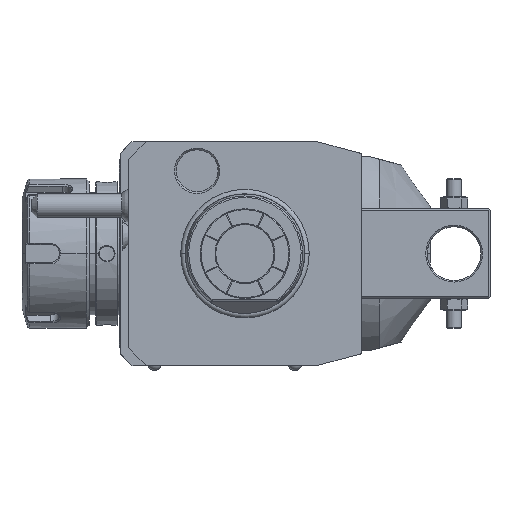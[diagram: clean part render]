
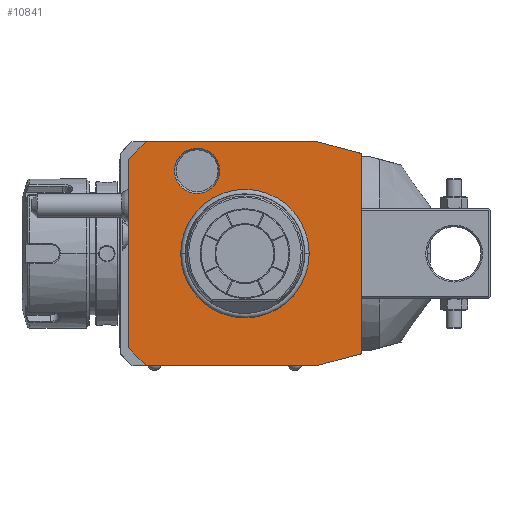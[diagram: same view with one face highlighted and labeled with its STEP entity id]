
A CAD part, front view. The second image highlights one B-rep face of the part: STEP entity #10841.
In plain terms, the highlighted planar face has unit normal (0, -1, 0).
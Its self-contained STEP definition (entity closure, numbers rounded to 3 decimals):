
#1=DIRECTION('',(-0.966,0.,0.259));
#2=VECTOR('',#1,15.529);
#3=CARTESIAN_POINT('',(39.,0.,33.481));
#4=LINE('',#3,#2);
#5=DIRECTION('',(0.,0.,1.));
#6=VECTOR('',#5,66.962);
#7=CARTESIAN_POINT('',(39.,0.,-33.481));
#8=LINE('',#7,#6);
#9=DIRECTION('',(0.966,0.,0.259));
#10=VECTOR('',#9,15.529);
#11=CARTESIAN_POINT('',(24.,0.,-37.5));
#12=LINE('',#11,#10);
#13=DIRECTION('',(1.,0.,0.));
#14=VECTOR('',#13,57.);
#15=CARTESIAN_POINT('',(-33.,0.,-37.5));
#16=LINE('',#15,#14);
#17=DIRECTION('',(0.707,0.,-0.707));
#18=VECTOR('',#17,8.485);
#19=CARTESIAN_POINT('',(-39.,0.,-31.5));
#20=LINE('',#19,#18);
#21=DIRECTION('',(0.,0.,-1.));
#22=VECTOR('',#21,63.);
#23=CARTESIAN_POINT('',(-39.,0.,31.5));
#24=LINE('',#23,#22);
#25=DIRECTION('',(-0.707,0.,-0.707));
#26=VECTOR('',#25,8.485);
#27=CARTESIAN_POINT('',(-33.,0.,37.5));
#28=LINE('',#27,#26);
#29=DIRECTION('',(-1.,0.,0.));
#30=VECTOR('',#29,57.);
#31=CARTESIAN_POINT('',(24.,0.,37.5));
#32=LINE('',#31,#30);
#33=CARTESIAN_POINT('',(-16.,0.,27.713));
#34=DIRECTION('',(0.,1.,0.));
#35=DIRECTION('',(1.,0.,0.));
#36=AXIS2_PLACEMENT_3D('',#33,#34,#35);
#38=CARTESIAN_POINT('',(-16.,0.,27.713));
#39=DIRECTION('',(0.,1.,0.));
#40=DIRECTION('',(-1.,0.,0.));
#41=AXIS2_PLACEMENT_3D('',#38,#39,#40);
#7572=CARTESIAN_POINT('',(0.,0.,0.));
#7573=DIRECTION('',(0.,1.,0.));
#7574=DIRECTION('',(-1.,0.,0.));
#7575=AXIS2_PLACEMENT_3D('',#7572,#7573,#7574);
#7577=CARTESIAN_POINT('',(0.,0.,0.));
#7578=DIRECTION('',(0.,1.,0.));
#7579=DIRECTION('',(1.,0.,0.));
#7580=AXIS2_PLACEMENT_3D('',#7577,#7578,#7579);
#9757=CARTESIAN_POINT('',(-8.423,0.,27.713));
#9758=CARTESIAN_POINT('',(-23.577,0.,27.713));
#9759=VERTEX_POINT('',#9757);
#9760=VERTEX_POINT('',#9758);
#10634=CARTESIAN_POINT('',(39.,0.,33.481));
#10635=CARTESIAN_POINT('',(24.,0.,37.5));
#10636=VERTEX_POINT('',#10634);
#10637=VERTEX_POINT('',#10635);
#10638=CARTESIAN_POINT('',(-33.,0.,37.5));
#10639=VERTEX_POINT('',#10638);
#10640=CARTESIAN_POINT('',(-39.,0.,31.5));
#10641=VERTEX_POINT('',#10640);
#10642=CARTESIAN_POINT('',(-39.,0.,-31.5));
#10643=VERTEX_POINT('',#10642);
#10644=CARTESIAN_POINT('',(-33.,0.,-37.5));
#10645=VERTEX_POINT('',#10644);
#10646=CARTESIAN_POINT('',(24.,0.,-37.5));
#10647=VERTEX_POINT('',#10646);
#10648=CARTESIAN_POINT('',(39.,0.,-33.481));
#10649=VERTEX_POINT('',#10648);
#10698=CARTESIAN_POINT('',(-21.137,0.,0.));
#10699=CARTESIAN_POINT('',(21.137,0.,0.));
#10700=VERTEX_POINT('',#10698);
#10701=VERTEX_POINT('',#10699);
#10806=CARTESIAN_POINT('',(0.,0.,0.));
#10807=DIRECTION('',(0.,-1.,0.));
#10808=DIRECTION('',(-1.,0.,0.));
#10809=AXIS2_PLACEMENT_3D('',#10806,#10807,#10808);
#10810=PLANE('',#10809);
#10812=ORIENTED_EDGE('',*,*,#10811,.F.);
#10814=ORIENTED_EDGE('',*,*,#10813,.F.);
#10816=ORIENTED_EDGE('',*,*,#10815,.F.);
#10818=ORIENTED_EDGE('',*,*,#10817,.F.);
#10820=ORIENTED_EDGE('',*,*,#10819,.F.);
#10822=ORIENTED_EDGE('',*,*,#10821,.F.);
#10824=ORIENTED_EDGE('',*,*,#10823,.F.);
#10826=ORIENTED_EDGE('',*,*,#10825,.F.);
#10827=EDGE_LOOP('',(#10812,#10814,#10816,#10818,#10820,#10822,#10824,#10826));
#10828=FACE_OUTER_BOUND('',#10827,.F.);
#10830=ORIENTED_EDGE('',*,*,#10829,.F.);
#10832=ORIENTED_EDGE('',*,*,#10831,.F.);
#10833=EDGE_LOOP('',(#10830,#10832));
#10834=FACE_BOUND('',#10833,.F.);
#10836=ORIENTED_EDGE('',*,*,#10835,.F.);
#10838=ORIENTED_EDGE('',*,*,#10837,.F.);
#10839=EDGE_LOOP('',(#10836,#10838));
#10840=FACE_BOUND('',#10839,.F.);
#37=CIRCLE('',#36,7.577);
#42=CIRCLE('',#41,7.577);
#7576=CIRCLE('',#7575,21.137);
#7581=CIRCLE('',#7580,21.137);
#10811=EDGE_CURVE('',#10636,#10637,#4,.T.);
#10813=EDGE_CURVE('',#10649,#10636,#8,.T.);
#10815=EDGE_CURVE('',#10647,#10649,#12,.T.);
#10817=EDGE_CURVE('',#10645,#10647,#16,.T.);
#10819=EDGE_CURVE('',#10643,#10645,#20,.T.);
#10821=EDGE_CURVE('',#10641,#10643,#24,.T.);
#10823=EDGE_CURVE('',#10639,#10641,#28,.T.);
#10825=EDGE_CURVE('',#10637,#10639,#32,.T.);
#10829=EDGE_CURVE('',#10700,#10701,#7576,.T.);
#10831=EDGE_CURVE('',#10701,#10700,#7581,.T.);
#10835=EDGE_CURVE('',#9759,#9760,#37,.T.);
#10837=EDGE_CURVE('',#9760,#9759,#42,.T.);
#10841=ADVANCED_FACE('',(#10828,#10834,#10840),#10810,.T.);
